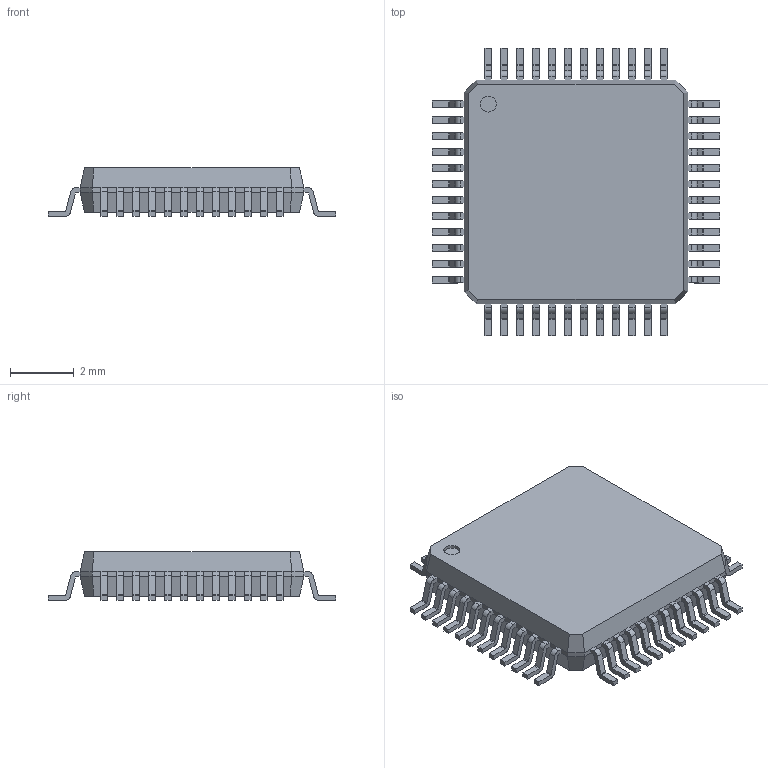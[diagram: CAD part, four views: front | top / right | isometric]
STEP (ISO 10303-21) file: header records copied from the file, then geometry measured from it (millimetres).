
FILE_DESCRIPTION(/* description */ ('STEP AP214'),/* implementation_level */ '2;1');
FILE_NAME(/* name */ '614a87699949d42c766b4196',/* time_stamp */ '2021-09-22T01:31:23+00:00',/* author */ (''),/* organization */ (''),/* preprocessor_version */ 'ST-DEVELOPER v18.1',/* originating_system */ ' ',/* authorisation */ ' ');
FILE_SCHEMA (('AUTOMOTIVE_DESIGN {1 0 10303 214 3 1 1}'));
Length unit declared in the file: metre
Products named in the file (1): TQFP-48
Bounding box: 9 x 9 x 1.52 mm (x, y, z)
Volume: 68.2 mm3; surface area: 180.1 mm2
Topology: 1 solids, 1 shells, 700 faces, 1883 edges, 1186 vertices
Faces by surface type: plane 507, cylinder 193
Full cylindrical faces by diameter (mm): 0.5 x1
Entity records: 26477 total; most frequent: CARTESIAN_POINT 3769, ORIENTED_EDGE 3764, DIRECTION 3670, EDGE_CURVE 1882, LINE 1496, VECTOR 1496, VERTEX_POINT 1186, AXIS2_PLACEMENT_3D 1087
